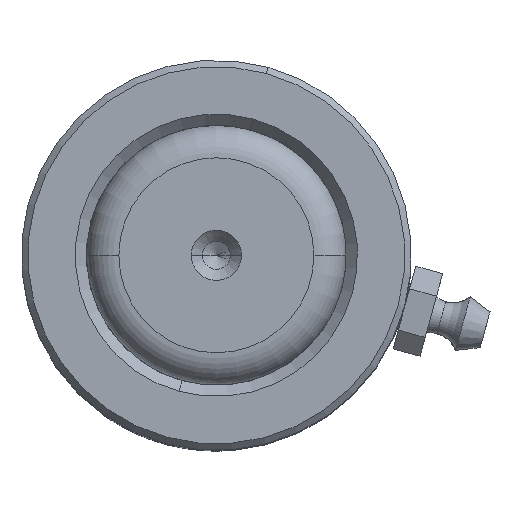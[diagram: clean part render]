
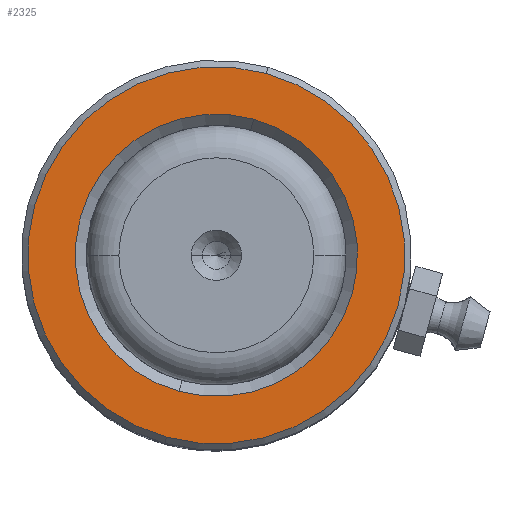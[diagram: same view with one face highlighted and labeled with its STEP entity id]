
A CAD part, top view. The second image highlights one B-rep face of the part: STEP entity #2325.
In plain terms, the highlighted planar face has unit normal (0, 0, 1).
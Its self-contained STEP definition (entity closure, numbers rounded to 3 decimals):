
#26 = DIRECTION ( 'NONE',  ( 0., 0., 1. ) ) ;
#226 = CARTESIAN_POINT ( 'NONE',  ( 20.3, 0., 60. ) ) ;
#235 = CARTESIAN_POINT ( 'NONE',  ( 0., 0., 60. ) ) ;
#266 = PLANE ( 'NONE',  #3313 ) ;
#282 = CARTESIAN_POINT ( 'NONE',  ( -20.3, 0., 60. ) ) ;
#446 = VERTEX_POINT ( 'NONE', #514 ) ;
#461 = AXIS2_PLACEMENT_3D ( 'NONE', #2044, #26, #4432 ) ;
#514 = CARTESIAN_POINT ( 'NONE',  ( -15.2, 0., 60. ) ) ;
#709 = DIRECTION ( 'NONE',  ( 0., 0., -1. ) ) ;
#1180 = AXIS2_PLACEMENT_3D ( 'NONE', #5655, #6245, #7582 ) ;
#1632 = CIRCLE ( 'NONE', #461, 20.3 ) ;
#1642 = CIRCLE ( 'NONE', #6811, 20.3 ) ;
#1914 = EDGE_CURVE ( 'NONE', #8233, #446, #8203, .T. ) ;
#2044 = CARTESIAN_POINT ( 'NONE',  ( 0., 0., 60. ) ) ;
#2296 = ORIENTED_EDGE ( 'NONE', *, *, #5670, .T. ) ;
#2309 = AXIS2_PLACEMENT_3D ( 'NONE', #4706, #709, #4736 ) ;
#2325 = ADVANCED_FACE ( 'NONE', ( #3332, #5242 ), #266, .T. ) ;
#2882 = VERTEX_POINT ( 'NONE', #226 ) ;
#3050 = VERTEX_POINT ( 'NONE', #282 ) ;
#3313 = AXIS2_PLACEMENT_3D ( 'NONE', #235, #6383, #4361 ) ;
#3332 = FACE_OUTER_BOUND ( 'NONE', #4957, .T. ) ;
#3482 = CARTESIAN_POINT ( 'NONE',  ( 0., 0., 60. ) ) ;
#3628 = CIRCLE ( 'NONE', #1180, 15.2 ) ;
#4062 = EDGE_CURVE ( 'NONE', #446, #8233, #3628, .T. ) ;
#4361 = DIRECTION ( 'NONE',  ( 1., 0., 0. ) ) ;
#4432 = DIRECTION ( 'NONE',  ( 1., 0., 0. ) ) ;
#4508 = EDGE_LOOP ( 'NONE', ( #4629, #5791 ) ) ;
#4629 = ORIENTED_EDGE ( 'NONE', *, *, #1914, .T. ) ;
#4706 = CARTESIAN_POINT ( 'NONE',  ( 0., 0., 60. ) ) ;
#4730 = DIRECTION ( 'NONE',  ( 1., 0., 0. ) ) ;
#4736 = DIRECTION ( 'NONE',  ( 1., 0., 0. ) ) ;
#4755 = DIRECTION ( 'NONE',  ( 0., 0., 1. ) ) ;
#4758 = CARTESIAN_POINT ( 'NONE',  ( 15.2, 0., 60. ) ) ;
#4957 = EDGE_LOOP ( 'NONE', ( #8239, #2296 ) ) ;
#5242 = FACE_BOUND ( 'NONE', #4508, .T. ) ;
#5574 = EDGE_CURVE ( 'NONE', #3050, #2882, #1642, .T. ) ;
#5655 = CARTESIAN_POINT ( 'NONE',  ( 0., 0., 60. ) ) ;
#5670 = EDGE_CURVE ( 'NONE', #2882, #3050, #1632, .T. ) ;
#5791 = ORIENTED_EDGE ( 'NONE', *, *, #4062, .T. ) ;
#6245 = DIRECTION ( 'NONE',  ( 0., 0., -1. ) ) ;
#6383 = DIRECTION ( 'NONE',  ( 0., 0., 1. ) ) ;
#6811 = AXIS2_PLACEMENT_3D ( 'NONE', #3482, #4755, #4730 ) ;
#7582 = DIRECTION ( 'NONE',  ( 1., 0., 0. ) ) ;
#8203 = CIRCLE ( 'NONE', #2309, 15.2 ) ;
#8233 = VERTEX_POINT ( 'NONE', #4758 ) ;
#8239 = ORIENTED_EDGE ( 'NONE', *, *, #5574, .T. ) ;
